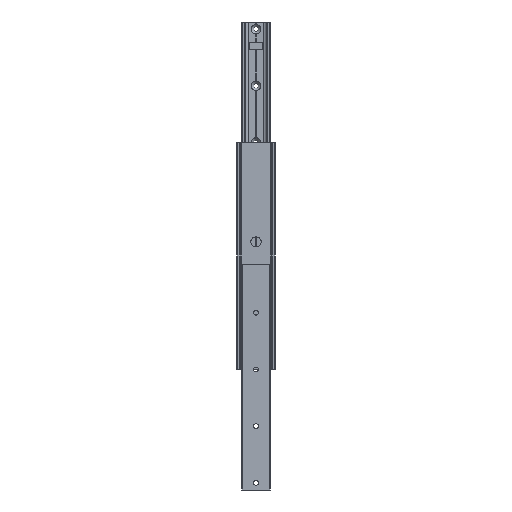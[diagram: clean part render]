
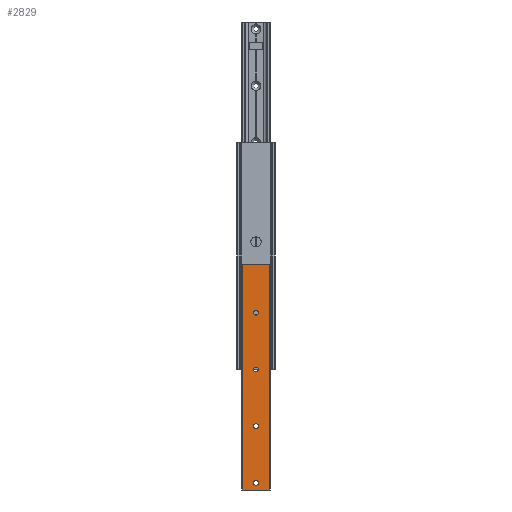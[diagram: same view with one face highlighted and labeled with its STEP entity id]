
A CAD part, left-side view. The second image highlights one B-rep face of the part: STEP entity #2829.
In plain terms, the highlighted face is planar.
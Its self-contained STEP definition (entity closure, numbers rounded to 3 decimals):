
#437 = AXIS2_PLACEMENT_3D ( 'NONE', #1376, #1384, #1385 ) ;
#452 = AXIS2_PLACEMENT_3D ( 'NONE', #1448, #1450, #1451 ) ;
#453 = AXIS2_PLACEMENT_3D ( 'NONE', #1458, #1459, #1460 ) ;
#454 = AXIS2_PLACEMENT_3D ( 'NONE', #1449, #1454, #1455 ) ;
#555 = AXIS2_PLACEMENT_3D ( 'NONE', #1931, #1939, #1940 ) ;
#634 = EDGE_CURVE ( 'NONE', #2179, #2179, #2362, .T. ) ;
#659 = EDGE_CURVE ( 'NONE', #3103, #3121, #2398, .T. ) ;
#660 = EDGE_CURVE ( 'NONE', #2180, #2180, #2400, .T. ) ;
#662 = EDGE_CURVE ( 'NONE', #2183, #2183, #2404, .T. ) ;
#664 = EDGE_CURVE ( 'NONE', #2185, #2185, #2408, .T. ) ;
#665 = EDGE_CURVE ( 'NONE', #3103, #3063, #2405, .T. ) ;
#666 = EDGE_CURVE ( 'NONE', #3121, #3065, #2396, .T. ) ;
#700 = EDGE_CURVE ( 'NONE', #3063, #3065, #2448, .T. ) ;
#991 = ORIENTED_EDGE ( 'NONE', *, *, #664, .F. ) ;
#992 = ORIENTED_EDGE ( 'NONE', *, *, #660, .F. ) ;
#993 = ORIENTED_EDGE ( 'NONE', *, *, #662, .F. ) ;
#994 = ORIENTED_EDGE ( 'NONE', *, *, #634, .F. ) ;
#995 = ORIENTED_EDGE ( 'NONE', *, *, #665, .F. ) ;
#996 = ORIENTED_EDGE ( 'NONE', *, *, #659, .T. ) ;
#997 = ORIENTED_EDGE ( 'NONE', *, *, #666, .T. ) ;
#998 = ORIENTED_EDGE ( 'NONE', *, *, #700, .F. ) ;
#1376 = CARTESIAN_POINT ( 'NONE',  ( 0., 0., 12.5 ) ) ;
#1384 = DIRECTION ( 'NONE',  ( 1., 0., 0. ) ) ;
#1385 = DIRECTION ( 'NONE',  ( 0., 1., 0. ) ) ;
#1446 = CARTESIAN_POINT ( 'NONE',  ( 0., -24.5, 448.894 ) ) ;
#1447 = DIRECTION ( 'NONE',  ( 0., 0., -1. ) ) ;
#1448 = CARTESIAN_POINT ( 'NONE',  ( 0., 0., 212.5 ) ) ;
#1449 = CARTESIAN_POINT ( 'NONE',  ( 0., 0., 112.5 ) ) ;
#1450 = DIRECTION ( 'NONE',  ( 1., 0., 0. ) ) ;
#1451 = DIRECTION ( 'NONE',  ( 0., 1., 0. ) ) ;
#1454 = DIRECTION ( 'NONE',  ( 1., 0., 0. ) ) ;
#1455 = DIRECTION ( 'NONE',  ( 0., 1., 0. ) ) ;
#1458 = CARTESIAN_POINT ( 'NONE',  ( 0., 0., 312.5 ) ) ;
#1459 = DIRECTION ( 'NONE',  ( 1., 0., 0. ) ) ;
#1460 = DIRECTION ( 'NONE',  ( 0., 1., 0. ) ) ;
#1461 = CARTESIAN_POINT ( 'NONE',  ( 0., -24.5, 398. ) ) ;
#1462 = DIRECTION ( 'NONE',  ( 0., 1., 0. ) ) ;
#1463 = CARTESIAN_POINT ( 'NONE',  ( 0., -24.5, 0. ) ) ;
#1464 = DIRECTION ( 'NONE',  ( 0., 1., 0. ) ) ;
#1532 = CARTESIAN_POINT ( 'NONE',  ( 0., 24.5, 448.894 ) ) ;
#1537 = DIRECTION ( 'NONE',  ( 0., 0., -1. ) ) ;
#1931 = CARTESIAN_POINT ( 'NONE',  ( 0., -24.5, 448.894 ) ) ;
#1936 = PLANE ( 'NONE',  #555 ) ;
#1939 = DIRECTION ( 'NONE',  ( -1., 0., 0. ) ) ;
#1940 = DIRECTION ( 'NONE',  ( 0., 0., 1. ) ) ;
#2121 = CARTESIAN_POINT ( 'NONE',  ( 0., 24.5, 398. ) ) ;
#2123 = CARTESIAN_POINT ( 'NONE',  ( 0., 24.5, 0. ) ) ;
#2161 = CARTESIAN_POINT ( 'NONE',  ( 0., -24.5, 398. ) ) ;
#2173 = CARTESIAN_POINT ( 'NONE',  ( 0., -24.5, 0. ) ) ;
#2175 = CARTESIAN_POINT ( 'NONE',  ( 0., 4.25, 212.5 ) ) ;
#2179 = VERTEX_POINT ( 'NONE', #2182 ) ;
#2180 = VERTEX_POINT ( 'NONE', #2175 ) ;
#2182 = CARTESIAN_POINT ( 'NONE',  ( 0., 4.25, 12.5 ) ) ;
#2183 = VERTEX_POINT ( 'NONE', #2184 ) ;
#2184 = CARTESIAN_POINT ( 'NONE',  ( 0., 4.25, 112.5 ) ) ;
#2185 = VERTEX_POINT ( 'NONE', #2186 ) ;
#2186 = CARTESIAN_POINT ( 'NONE',  ( 0., 4.25, 312.5 ) ) ;
#2362 = CIRCLE ( 'NONE', #437, 4.25 ) ;
#2396 = LINE ( 'NONE', #1463, #2409 ) ;
#2398 = LINE ( 'NONE', #1446, #2399 ) ;
#2399 = VECTOR ( 'NONE', #1447, 1000. ) ;
#2400 = CIRCLE ( 'NONE', #452, 4.25 ) ;
#2404 = CIRCLE ( 'NONE', #454, 4.25 ) ;
#2405 = LINE ( 'NONE', #1461, #2407 ) ;
#2407 = VECTOR ( 'NONE', #1462, 1000. ) ;
#2408 = CIRCLE ( 'NONE', #453, 4.25 ) ;
#2409 = VECTOR ( 'NONE', #1464, 1000. ) ;
#2448 = LINE ( 'NONE', #1532, #2472 ) ;
#2472 = VECTOR ( 'NONE', #1537, 1000. ) ;
#2676 = FACE_OUTER_BOUND ( 'NONE', #3439, .T. ) ;
#2677 = FACE_BOUND ( 'NONE', #3371, .T. ) ;
#2681 = FACE_BOUND ( 'NONE', #3449, .T. ) ;
#2683 = FACE_BOUND ( 'NONE', #3446, .T. ) ;
#2685 = FACE_BOUND ( 'NONE', #3442, .T. ) ;
#2829 = ADVANCED_FACE ( 'NONE', ( #2677, #2681, #2683, #2685, #2676 ), #1936, .F. ) ;
#3063 = VERTEX_POINT ( 'NONE', #2121 ) ;
#3065 = VERTEX_POINT ( 'NONE', #2123 ) ;
#3103 = VERTEX_POINT ( 'NONE', #2161 ) ;
#3121 = VERTEX_POINT ( 'NONE', #2173 ) ;
#3371 = EDGE_LOOP ( 'NONE', ( #991 ) ) ;
#3439 = EDGE_LOOP ( 'NONE', ( #995, #996, #997, #998 ) ) ;
#3442 = EDGE_LOOP ( 'NONE', ( #994 ) ) ;
#3446 = EDGE_LOOP ( 'NONE', ( #993 ) ) ;
#3449 = EDGE_LOOP ( 'NONE', ( #992 ) ) ;
